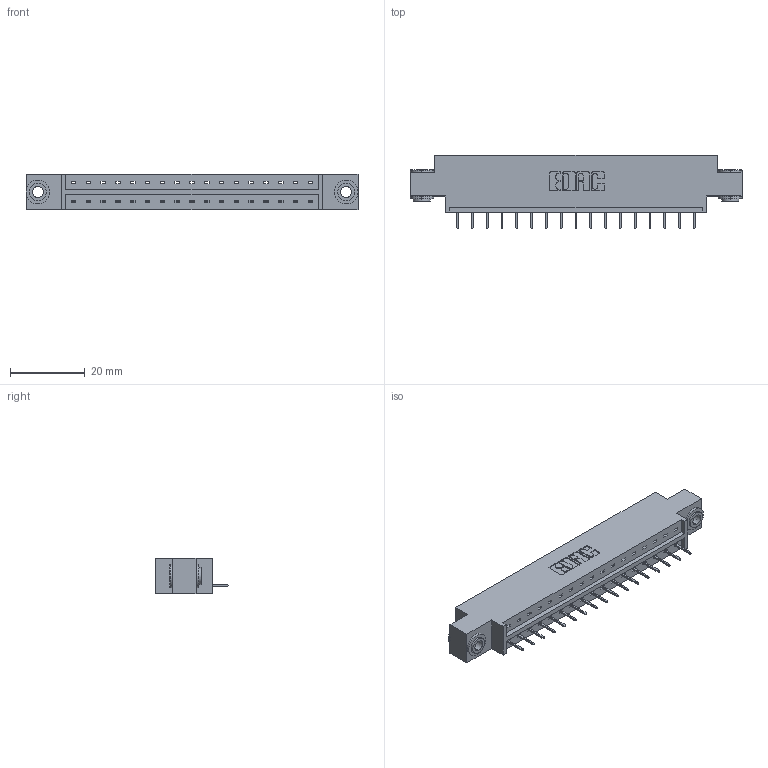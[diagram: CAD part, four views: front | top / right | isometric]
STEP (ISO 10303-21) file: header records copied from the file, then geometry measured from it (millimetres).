
FILE_DESCRIPTION (( 'STEP AP203' ), '1' );
FILE_NAME ('333-017-524-603.STEP', '2019-08-09T11:58:32', ( '' ), ( '' ), 'SwSTEP 2.0', 'SolidWorks 2016', '' );
FILE_SCHEMA (( 'CONFIG_CONTROL_DESIGN' ));
Length unit declared in the file: inch
Products named in the file (4): 333-017-524-603; 345-292-001_345-293-124; 333 Part_Offset - .156 Dia - TH; 345-250-002_345-250-002-102
Assembly tree (20 placements, depth 2):
  333-017-524-603
    333 Part_Offset - .156 Dia - TH
    345-292-001_345-293-124  x17
    345-250-002_345-250-002-102  x2
Bounding box: 88.9 x 19.69 x 9.4 mm (x, y, z)
Volume: 8455.3 mm3; surface area: 9179.6 mm2
Topology: 20 solids, 20 shells, 1210 faces, 3459 edges, 2234 vertices
Faces by surface type: plane 900, cylinder 302, cone 8
Entity records: 14482 total; most frequent: CARTESIAN_POINT 2480, ORIENTED_EDGE 2426, DIRECTION 2177, EDGE_CURVE 1213, LINE 1065, VECTOR 1065, VERTEX_POINT 802, AXIS2_PLACEMENT_3D 556
